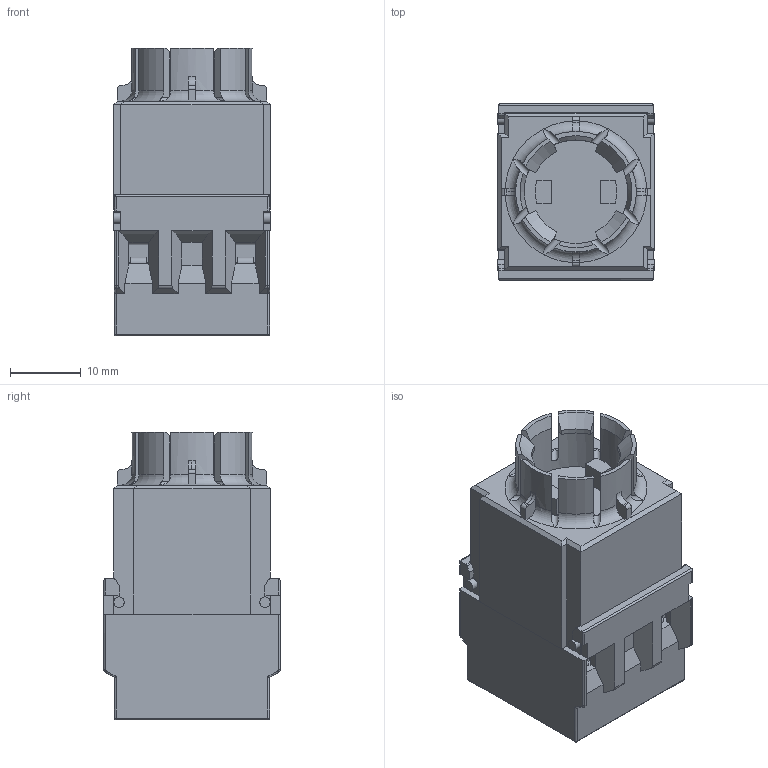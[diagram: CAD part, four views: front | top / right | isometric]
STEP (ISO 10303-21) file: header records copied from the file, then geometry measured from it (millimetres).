
FILE_DESCRIPTION(/* description */ (''),/* implementation_level */ '2;1');
FILE_NAME(/* name */ 'BZOIK.stp',/* time_stamp */ '2016-04-15T10:12:58+02:00',/* author */ ('mharscher'),/* organization */ (''),/* preprocessor_version */ 'ST-DEVELOPER v15.2',/* originating_system */ 'Autodesk Inventor 2014',/* authorisation */ '');
FILE_SCHEMA (('CONFIG_CONTROL_DESIGN'));
Length unit declared in the file: millimetre
Products named in the file (1): BZOIK
Bounding box: 22.2 x 25 x 40.8 mm (x, y, z)
Volume: 15329.5 mm3; surface area: 7743.9 mm2
Topology: 1 solids, 5 shells, 629 faces, 1735 edges, 1116 vertices
Faces by surface type: plane 468, cylinder 105, torus 28, cone 16, sphere 8, bspline 4
Full cylindrical faces by diameter (mm): 1.5 x4, 2.5 x4, 4 x6, 14.7 x1
Entity records: 20043 total; most frequent: CARTESIAN_POINT 4306, ORIENTED_EDGE 3354, DIRECTION 3124, EDGE_CURVE 1677, LINE 1250, VECTOR 1250, VERTEX_POINT 1095, AXIS2_PLACEMENT_3D 937
